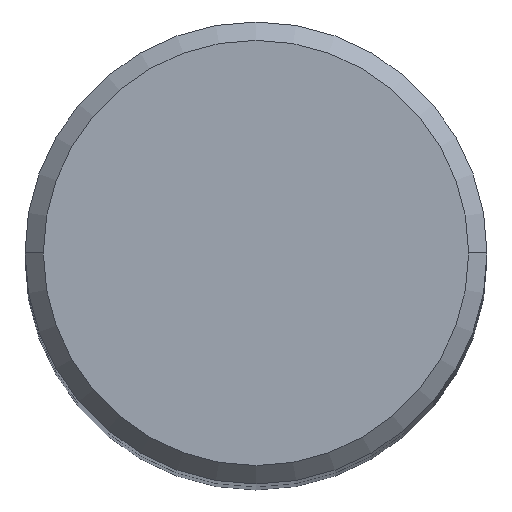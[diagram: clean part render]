
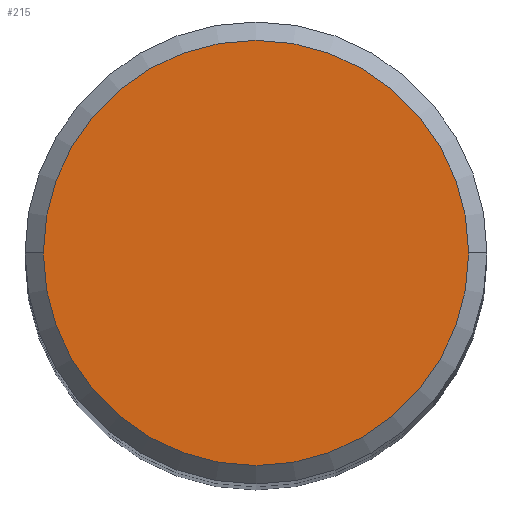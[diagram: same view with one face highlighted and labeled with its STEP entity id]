
A CAD part, top view. The second image highlights one B-rep face of the part: STEP entity #215.
In plain terms, the highlighted planar face has unit normal (0, 0, 1).
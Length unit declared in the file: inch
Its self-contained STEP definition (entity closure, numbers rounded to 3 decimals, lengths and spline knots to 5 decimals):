
#2 = AXIS2_PLACEMENT_3D ( 'NONE', #25, #107, #204 ) ;
#4 = CARTESIAN_POINT ( 'NONE',  ( 0., 0., 0. ) ) ;
#13 = ORIENTED_EDGE ( 'NONE', *, *, #168, .T. ) ;
#14 = AXIS2_PLACEMENT_3D ( 'NONE', #331, #56, #328 ) ;
#25 = CARTESIAN_POINT ( 'NONE',  ( 0., 0., 0. ) ) ;
#44 = EDGE_CURVE ( 'NONE', #99, #225, #329, .T. ) ;
#56 = DIRECTION ( 'NONE',  ( 0., 0., -1. ) ) ;
#67 = CIRCLE ( 'NONE', #277, 0.36245 ) ;
#84 = DIRECTION ( 'NONE',  ( 1., 0., 0. ) ) ;
#99 = VERTEX_POINT ( 'NONE', #321 ) ;
#107 = DIRECTION ( 'NONE',  ( 0., 0., 1. ) ) ;
#115 = PLANE ( 'NONE',  #14 ) ;
#168 = EDGE_CURVE ( 'NONE', #225, #99, #67, .T. ) ;
#204 = DIRECTION ( 'NONE',  ( 1., 0., 0. ) ) ;
#215 = ADVANCED_FACE ( 'NONE', ( #216 ), #115, .F. ) ;
#216 = FACE_OUTER_BOUND ( 'NONE', #308, .T. ) ;
#225 = VERTEX_POINT ( 'NONE', #354 ) ;
#230 = ORIENTED_EDGE ( 'NONE', *, *, #44, .T. ) ;
#240 = DIRECTION ( 'NONE',  ( 0., 0., 1. ) ) ;
#277 = AXIS2_PLACEMENT_3D ( 'NONE', #4, #240, #84 ) ;
#308 = EDGE_LOOP ( 'NONE', ( #230, #13 ) ) ;
#321 = CARTESIAN_POINT ( 'NONE',  ( -0.36245, 0., 0. ) ) ;
#328 = DIRECTION ( 'NONE',  ( -1., 0., 0. ) ) ;
#329 = CIRCLE ( 'NONE', #2, 0.36245 ) ;
#331 = CARTESIAN_POINT ( 'NONE',  ( 0., 0., 0. ) ) ;
#354 = CARTESIAN_POINT ( 'NONE',  ( 0.36245, 0., 0. ) ) ;
